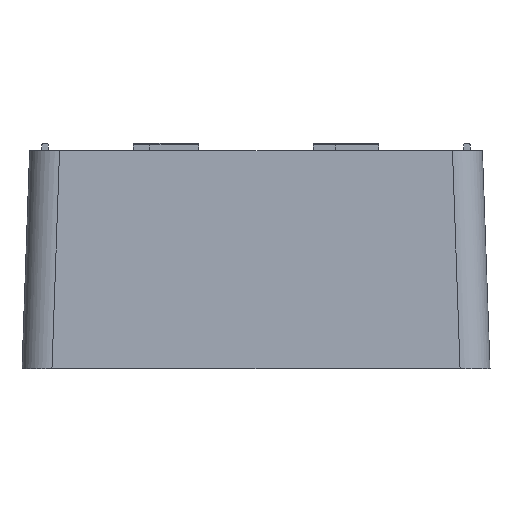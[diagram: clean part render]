
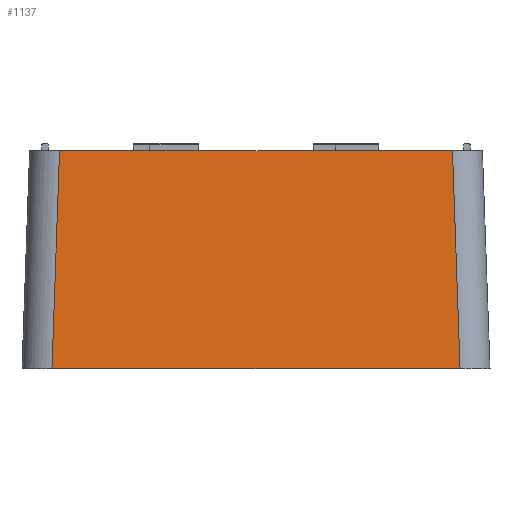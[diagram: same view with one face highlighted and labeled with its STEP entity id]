
A CAD part, left-side view. The second image highlights one B-rep face of the part: STEP entity #1137.
In plain terms, the highlighted planar face has unit normal (-0.999, 0, 0.035).
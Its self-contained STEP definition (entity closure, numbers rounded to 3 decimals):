
#409 = DIRECTION ( 'NONE',  ( -0.035, -0.035, -0.999 ) ) ;
#429 = CARTESIAN_POINT ( 'NONE',  ( -77.05, 0., 40. ) ) ;
#480 = CARTESIAN_POINT ( 'NONE',  ( -78.447, -37.45, 0. ) ) ;
#625 = DIRECTION ( 'NONE',  ( 0., 1., 0. ) ) ;
#946 = ORIENTED_EDGE ( 'NONE', *, *, #9113, .F. ) ;
#1137 = ADVANCED_FACE ( 'NONE', ( #9845 ), #7720, .T. ) ;
#1294 = ORIENTED_EDGE ( 'NONE', *, *, #2406, .T. ) ;
#1531 = VECTOR ( 'NONE', #8194, 1000. ) ;
#1621 = ORIENTED_EDGE ( 'NONE', *, *, #2590, .F. ) ;
#1839 = VERTEX_POINT ( 'NONE', #5423 ) ;
#1889 = LINE ( 'NONE', #7268, #1531 ) ;
#2021 = VECTOR ( 'NONE', #2867, 1000. ) ;
#2205 = ORIENTED_EDGE ( 'NONE', *, *, #6083, .F. ) ;
#2406 = EDGE_CURVE ( 'NONE', #7895, #1839, #1889, .T. ) ;
#2590 = EDGE_CURVE ( 'NONE', #4423, #1839, #3148, .T. ) ;
#2867 = DIRECTION ( 'NONE',  ( 0., 1., 0. ) ) ;
#3098 = CARTESIAN_POINT ( 'NONE',  ( -77.05, 36.053, 40. ) ) ;
#3148 = LINE ( 'NONE', #480, #2021 ) ;
#3687 = CARTESIAN_POINT ( 'NONE',  ( -77.05, -36.053, 40. ) ) ;
#4423 = VERTEX_POINT ( 'NONE', #5518 ) ;
#4601 = EDGE_LOOP ( 'NONE', ( #1294, #1621, #2205, #946 ) ) ;
#4818 = CARTESIAN_POINT ( 'NONE',  ( -77.05, 36.053, 40. ) ) ;
#4822 = VERTEX_POINT ( 'NONE', #3687 ) ;
#4974 = AXIS2_PLACEMENT_3D ( 'NONE', #429, #6792, #625 ) ;
#5222 = LINE ( 'NONE', #7499, #6639 ) ;
#5423 = CARTESIAN_POINT ( 'NONE',  ( -78.447, 37.45, 0. ) ) ;
#5518 = CARTESIAN_POINT ( 'NONE',  ( -78.447, -37.45, 0. ) ) ;
#6083 = EDGE_CURVE ( 'NONE', #4822, #4423, #5222, .T. ) ;
#6154 = LINE ( 'NONE', #3098, #7331 ) ;
#6639 = VECTOR ( 'NONE', #409, 1000. ) ;
#6792 = DIRECTION ( 'NONE',  ( -0.999, 0., 0.035 ) ) ;
#7268 = CARTESIAN_POINT ( 'NONE',  ( -77.05, 36.053, 40. ) ) ;
#7331 = VECTOR ( 'NONE', #8530, 1000. ) ;
#7499 = CARTESIAN_POINT ( 'NONE',  ( -77.05, -36.053, 40. ) ) ;
#7720 = PLANE ( 'NONE',  #4974 ) ;
#7895 = VERTEX_POINT ( 'NONE', #4818 ) ;
#8194 = DIRECTION ( 'NONE',  ( -0.035, 0.035, -0.999 ) ) ;
#8530 = DIRECTION ( 'NONE',  ( 0., -1., 0. ) ) ;
#9113 = EDGE_CURVE ( 'NONE', #7895, #4822, #6154, .T. ) ;
#9845 = FACE_OUTER_BOUND ( 'NONE', #4601, .T. ) ;
